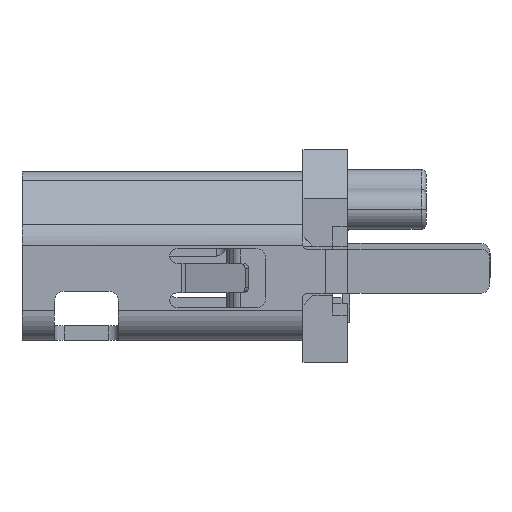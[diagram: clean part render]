
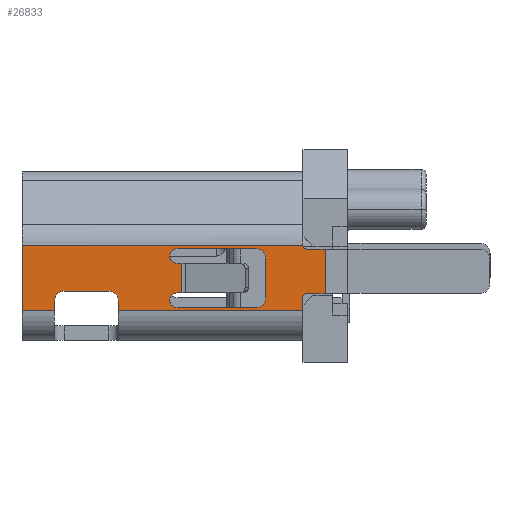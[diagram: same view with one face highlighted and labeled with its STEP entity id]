
A CAD part, left-side view. The second image highlights one B-rep face of the part: STEP entity #26833.
In plain terms, the highlighted planar face has unit normal (-1, 0, 0).
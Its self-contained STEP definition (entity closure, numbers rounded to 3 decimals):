
#1177=DIRECTION('',(0.,0.,1.));
#1178=VECTOR('',#1177,0.2);
#1179=CARTESIAN_POINT('',(-6.725,2.19,-1.115));
#1180=LINE('24414',#1179,#1178);
#1245=DIRECTION('',(0.,1.,0.));
#1246=VECTOR('',#1245,0.36);
#1247=CARTESIAN_POINT('',(-6.725,-2.01,0.14));
#1248=LINE('24421',#1247,#1246);
#1293=DIRECTION('',(0.,1.,0.));
#1294=VECTOR('',#1293,5.702);
#1295=CARTESIAN_POINT('',(-6.725,-1.552,0.22));
#1296=LINE('24408',#1295,#1294);
#1301=CARTESIAN_POINT('',(-6.725,-1.65,0.24));
#1302=DIRECTION('',(-1.,0.,0.));
#1303=DIRECTION('',(0.,0.98,-0.2));
#1304=AXIS2_PLACEMENT_3D('',#1301,#1302,#1303);
#1306=CARTESIAN_POINT('',(-6.725,-1.65,-0.86));
#1307=DIRECTION('',(-1.,0.,0.));
#1308=DIRECTION('',(0.,0.,1.));
#1309=AXIS2_PLACEMENT_3D('',#1306,#1307,#1308);
#1311=CARTESIAN_POINT('',(-6.725,2.39,-0.915));
#1312=DIRECTION('',(-1.,0.,0.));
#1313=DIRECTION('',(0.,-1.,0.));
#1314=AXIS2_PLACEMENT_3D('',#1311,#1312,#1313);
#1316=CARTESIAN_POINT('',(-6.725,3.29,-0.915));
#1317=DIRECTION('',(-1.,0.,0.));
#1318=DIRECTION('',(0.,0.,1.));
#1319=AXIS2_PLACEMENT_3D('',#1316,#1317,#1318);
#1321=DIRECTION('',(0.,0.,1.));
#1322=VECTOR('',#1321,1.335);
#1323=CARTESIAN_POINT('',(-6.725,4.15,-1.115));
#1324=LINE('24407',#1323,#1322);
#1325=CARTESIAN_POINT('',(-6.725,1.,0.));
#1326=DIRECTION('',(-1.,0.,0.));
#1327=DIRECTION('',(0.,0.,1.));
#1328=AXIS2_PLACEMENT_3D('',#1325,#1326,#1327);
#1330=CARTESIAN_POINT('',(-6.725,1.,-0.9));
#1331=DIRECTION('',(-1.,0.,0.));
#1332=DIRECTION('',(0.,0.,1.));
#1333=AXIS2_PLACEMENT_3D('',#1330,#1331,#1332);
#1335=CARTESIAN_POINT('',(-6.725,-0.6,-0.85));
#1336=DIRECTION('',(-1.,0.,0.));
#1337=DIRECTION('',(0.,0.,-1.));
#1338=AXIS2_PLACEMENT_3D('',#1335,#1336,#1337);
#1340=CARTESIAN_POINT('',(-6.725,-0.6,-0.05));
#1341=DIRECTION('',(-1.,0.,0.));
#1342=DIRECTION('',(0.,-1.,0.));
#1343=AXIS2_PLACEMENT_3D('',#1340,#1341,#1342);
#1349=DIRECTION('',(0.,0.,-1.));
#1350=VECTOR('',#1349,0.9);
#1351=CARTESIAN_POINT('',(-6.725,-2.01,0.14));
#1352=LINE('24420',#1351,#1350);
#1449=DIRECTION('',(0.,1.,0.));
#1450=VECTOR('',#1449,0.36);
#1451=CARTESIAN_POINT('',(-6.725,-2.01,-0.76));
#1452=LINE('24419',#1451,#1450);
#1473=DIRECTION('',(0.,0.,1.));
#1474=VECTOR('',#1473,0.09);
#1475=CARTESIAN_POINT('',(-6.725,-1.55,-0.95));
#1476=LINE('24417',#1475,#1474);
#1485=DIRECTION('',(0.,0.,-1.));
#1486=VECTOR('',#1485,0.165);
#1487=CARTESIAN_POINT('',(-6.725,-1.55,-0.95));
#1488=LINE('24416',#1487,#1486);
#1489=DIRECTION('',(0.,-1.,0.));
#1490=VECTOR('',#1489,3.74);
#1491=CARTESIAN_POINT('',(-6.725,2.19,-1.115));
#1492=LINE('24415',#1491,#1490);
#1501=DIRECTION('',(0.,-1.,0.));
#1502=VECTOR('',#1501,0.9);
#1503=CARTESIAN_POINT('',(-6.725,3.29,-0.715));
#1504=LINE('24412',#1503,#1502);
#1517=DIRECTION('',(0.,0.,1.));
#1518=VECTOR('',#1517,0.2);
#1519=CARTESIAN_POINT('',(-6.725,3.49,-1.115));
#1520=LINE('24410',#1519,#1518);
#10047=DIRECTION('',(0.,-1.,0.));
#10048=VECTOR('',#10047,0.66);
#10049=CARTESIAN_POINT('',(-6.725,4.15,-1.115));
#10050=LINE('24409',#10049,#10048);
#10063=DIRECTION('',(0.,1.,0.));
#10064=VECTOR('',#10063,0.1);
#10065=CARTESIAN_POINT('',(-6.725,0.9,-0.15));
#10066=LINE('24432',#10065,#10064);
#10107=DIRECTION('',(0.,1.,0.));
#10108=VECTOR('',#10107,0.1);
#10109=CARTESIAN_POINT('',(-6.725,0.9,-0.75));
#10110=LINE('24430',#10109,#10108);
#10123=DIRECTION('',(0.,1.,0.));
#10124=VECTOR('',#10123,1.6);
#10125=CARTESIAN_POINT('',(-6.725,-0.6,-1.05));
#10126=LINE('24428',#10125,#10124);
#10139=DIRECTION('',(0.,0.,-1.));
#10140=VECTOR('',#10139,0.8);
#10141=CARTESIAN_POINT('',(-6.725,-0.8,-0.05));
#10142=LINE('24426',#10141,#10140);
#10155=DIRECTION('',(0.,-1.,0.));
#10156=VECTOR('',#10155,1.6);
#10157=CARTESIAN_POINT('',(-6.725,1.,0.15));
#10158=LINE('24424',#10157,#10156);
#10163=DIRECTION('',(0.,0.,-1.));
#10164=VECTOR('',#10163,0.6);
#10165=CARTESIAN_POINT('',(-6.725,0.9,-0.15));
#10166=LINE('24431',#10165,#10164);
#21201=CARTESIAN_POINT('',(-6.725,4.15,0.22));
#21202=VERTEX_POINT('',#21201);
#21209=CARTESIAN_POINT('',(-6.725,4.15,-1.115));
#21210=VERTEX_POINT('',#21209);
#21211=CARTESIAN_POINT('',(-6.725,-1.552,0.22));
#21212=VERTEX_POINT('',#21211);
#21213=CARTESIAN_POINT('',(-6.725,3.49,-1.115));
#21214=VERTEX_POINT('',#21213);
#21215=CARTESIAN_POINT('',(-6.725,3.49,-0.915));
#21216=VERTEX_POINT('',#21215);
#21217=CARTESIAN_POINT('',(-6.725,3.29,-0.715));
#21218=VERTEX_POINT('',#21217);
#21219=CARTESIAN_POINT('',(-6.725,2.39,-0.715));
#21220=VERTEX_POINT('',#21219);
#21221=CARTESIAN_POINT('',(-6.725,2.19,-0.915));
#21222=VERTEX_POINT('',#21221);
#21223=CARTESIAN_POINT('',(-6.725,2.19,-1.115));
#21224=VERTEX_POINT('',#21223);
#21225=CARTESIAN_POINT('',(-6.725,-1.55,-1.115));
#21226=VERTEX_POINT('',#21225);
#21227=CARTESIAN_POINT('',(-6.725,-1.55,-0.95));
#21228=VERTEX_POINT('',#21227);
#21229=CARTESIAN_POINT('',(-6.725,-1.55,-0.86));
#21230=VERTEX_POINT('',#21229);
#21231=CARTESIAN_POINT('',(-6.725,-1.65,-0.76));
#21232=VERTEX_POINT('',#21231);
#21233=CARTESIAN_POINT('',(-6.725,-2.01,-0.76));
#21234=VERTEX_POINT('',#21233);
#21235=CARTESIAN_POINT('',(-6.725,-2.01,0.14));
#21236=VERTEX_POINT('',#21235);
#21237=CARTESIAN_POINT('',(-6.725,-1.65,0.14));
#21238=VERTEX_POINT('',#21237);
#21239=CARTESIAN_POINT('',(-6.725,1.,0.15));
#21240=CARTESIAN_POINT('',(-6.725,1.,-0.15));
#21241=VERTEX_POINT('',#21239);
#21242=VERTEX_POINT('',#21240);
#21243=CARTESIAN_POINT('',(-6.725,-0.6,0.15));
#21244=VERTEX_POINT('',#21243);
#21245=CARTESIAN_POINT('',(-6.725,-0.8,-0.05));
#21246=VERTEX_POINT('',#21245);
#21247=CARTESIAN_POINT('',(-6.725,-0.8,-0.85));
#21248=VERTEX_POINT('',#21247);
#21249=CARTESIAN_POINT('',(-6.725,-0.6,-1.05));
#21250=VERTEX_POINT('',#21249);
#21251=CARTESIAN_POINT('',(-6.725,1.,-1.05));
#21252=VERTEX_POINT('',#21251);
#21253=CARTESIAN_POINT('',(-6.725,1.,-0.75));
#21254=VERTEX_POINT('',#21253);
#21255=CARTESIAN_POINT('',(-6.725,0.9,-0.75));
#21256=VERTEX_POINT('',#21255);
#21257=CARTESIAN_POINT('',(-6.725,0.9,-0.15));
#21258=VERTEX_POINT('',#21257);
#26777=CARTESIAN_POINT('',(-6.725,1.07,-0.448));
#26778=DIRECTION('',(1.,0.,0.));
#26779=DIRECTION('',(0.,0.,-1.));
#26780=AXIS2_PLACEMENT_3D('',#26777,#26778,#26779);
#26781=PLANE('21324',#26780);
#26782=ORIENTED_EDGE('24408',*,*,#26766,.F.);
#26783=ORIENTED_EDGE('24422',*,*,#26718,.T.);
#26784=ORIENTED_EDGE('24421',*,*,#26704,.F.);
#26786=ORIENTED_EDGE('24420',*,*,#26785,.T.);
#26788=ORIENTED_EDGE('24419',*,*,#26787,.T.);
#26790=ORIENTED_EDGE('24418',*,*,#26789,.T.);
#26792=ORIENTED_EDGE('24417',*,*,#26791,.F.);
#26794=ORIENTED_EDGE('24416',*,*,#26793,.T.);
#26796=ORIENTED_EDGE('24415',*,*,#26795,.F.);
#26797=ORIENTED_EDGE('24414',*,*,#26612,.T.);
#26798=ORIENTED_EDGE('24413',*,*,#26630,.T.);
#26800=ORIENTED_EDGE('24412',*,*,#26799,.F.);
#26802=ORIENTED_EDGE('24411',*,*,#26801,.T.);
#26804=ORIENTED_EDGE('24410',*,*,#26803,.F.);
#26806=ORIENTED_EDGE('24409',*,*,#26805,.F.);
#26808=ORIENTED_EDGE('24407',*,*,#26807,.T.);
#26809=EDGE_LOOP('21324',(#26782,#26783,#26784,#26786,#26788,#26790,#26792,
#26794,#26796,#26797,#26798,#26800,#26802,#26804,#26806,#26808));
#26810=FACE_OUTER_BOUND('21324',#26809,.F.);
#26812=ORIENTED_EDGE('24423',*,*,#26811,.T.);
#26814=ORIENTED_EDGE('24432',*,*,#26813,.F.);
#26816=ORIENTED_EDGE('24431',*,*,#26815,.T.);
#26818=ORIENTED_EDGE('24430',*,*,#26817,.T.);
#26820=ORIENTED_EDGE('24429',*,*,#26819,.T.);
#26822=ORIENTED_EDGE('24428',*,*,#26821,.F.);
#26824=ORIENTED_EDGE('24427',*,*,#26823,.T.);
#26826=ORIENTED_EDGE('24426',*,*,#26825,.F.);
#26828=ORIENTED_EDGE('24425',*,*,#26827,.T.);
#26830=ORIENTED_EDGE('24424',*,*,#26829,.F.);
#26831=EDGE_LOOP('21324',(#26812,#26814,#26816,#26818,#26820,#26822,#26824,
#26826,#26828,#26830));
#26832=FACE_BOUND('21324',#26831,.F.);
#26833=ADVANCED_FACE('21324',(#26810,#26832),#26781,.F.);
#1305=CIRCLE('24422',#1304,0.1);
#1310=CIRCLE('24418',#1309,0.1);
#1315=CIRCLE('24413',#1314,0.2);
#1320=CIRCLE('24411',#1319,0.2);
#1329=CIRCLE('24423',#1328,0.15);
#1334=CIRCLE('24429',#1333,0.15);
#1339=CIRCLE('24427',#1338,0.2);
#1344=CIRCLE('24425',#1343,0.2);
#26612=EDGE_CURVE('24414',#21224,#21222,#1180,.T.);
#26630=EDGE_CURVE('24413',#21222,#21220,#1315,.T.);
#26704=EDGE_CURVE('24421',#21236,#21238,#1248,.T.);
#26718=EDGE_CURVE('24422',#21212,#21238,#1305,.T.);
#26766=EDGE_CURVE('24408',#21212,#21202,#1296,.T.);
#26785=EDGE_CURVE('24420',#21236,#21234,#1352,.T.);
#26787=EDGE_CURVE('24419',#21234,#21232,#1452,.T.);
#26789=EDGE_CURVE('24418',#21232,#21230,#1310,.T.);
#26791=EDGE_CURVE('24417',#21228,#21230,#1476,.T.);
#26793=EDGE_CURVE('24416',#21228,#21226,#1488,.T.);
#26795=EDGE_CURVE('24415',#21224,#21226,#1492,.T.);
#26799=EDGE_CURVE('24412',#21218,#21220,#1504,.T.);
#26801=EDGE_CURVE('24411',#21218,#21216,#1320,.T.);
#26803=EDGE_CURVE('24410',#21214,#21216,#1520,.T.);
#26805=EDGE_CURVE('24409',#21210,#21214,#10050,.T.);
#26807=EDGE_CURVE('24407',#21210,#21202,#1324,.T.);
#26811=EDGE_CURVE('24423',#21241,#21242,#1329,.T.);
#26813=EDGE_CURVE('24432',#21258,#21242,#10066,.T.);
#26815=EDGE_CURVE('24431',#21258,#21256,#10166,.T.);
#26817=EDGE_CURVE('24430',#21256,#21254,#10110,.T.);
#26819=EDGE_CURVE('24429',#21254,#21252,#1334,.T.);
#26821=EDGE_CURVE('24428',#21250,#21252,#10126,.T.);
#26823=EDGE_CURVE('24427',#21250,#21248,#1339,.T.);
#26825=EDGE_CURVE('24426',#21246,#21248,#10142,.T.);
#26827=EDGE_CURVE('24425',#21246,#21244,#1344,.T.);
#26829=EDGE_CURVE('24424',#21241,#21244,#10158,.T.);
